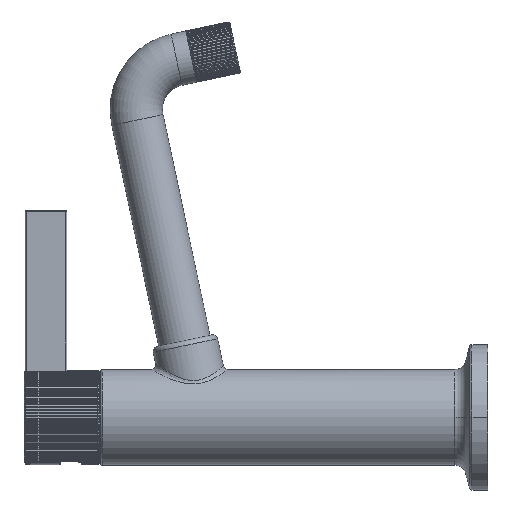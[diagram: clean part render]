
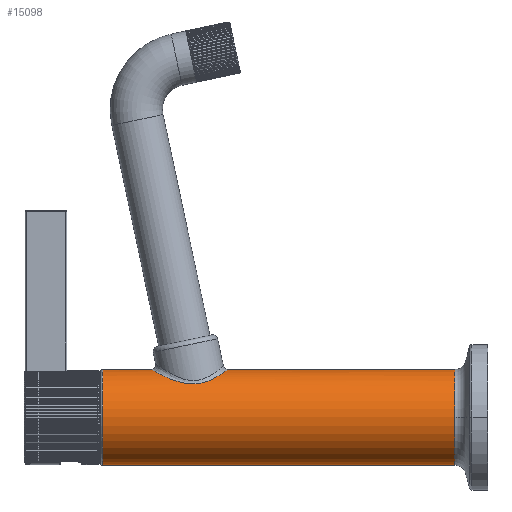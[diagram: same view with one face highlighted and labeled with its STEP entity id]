
A CAD part, left-side view. The second image highlights one B-rep face of the part: STEP entity #15098.
In plain terms, the highlighted cylindrical face has radius 20.32 mm (diameter 40.64 mm), a partial arc.
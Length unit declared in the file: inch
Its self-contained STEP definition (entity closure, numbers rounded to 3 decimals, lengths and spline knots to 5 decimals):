
#75=CARTESIAN_POINT('',(0.,0.55,0.));
#76=DIRECTION('',(0.,1.,0.));
#77=DIRECTION('',(0.,0.,-1.));
#78=AXIS2_PLACEMENT_3D('',#75,#76,#77);
#141=CARTESIAN_POINT('',(0.,0.55,0.));
#142=DIRECTION('',(0.,1.,0.));
#143=DIRECTION('',(-1.,0.,0.));
#144=AXIS2_PLACEMENT_3D('',#141,#142,#143);
#146=DIRECTION('',(0.,-1.,0.));
#147=VECTOR('',#146,5.893);
#148=CARTESIAN_POINT('',(0.,6.443,-0.8));
#149=LINE('',#148,#147);
#150=CARTESIAN_POINT('',(0.,6.443,0.));
#151=DIRECTION('',(0.,-1.,0.));
#152=DIRECTION('',(0.,0.,1.));
#153=AXIS2_PLACEMENT_3D('',#150,#151,#152);
#155=DIRECTION('',(0.,-1.,0.));
#156=VECTOR('',#155,0.80892);
#157=CARTESIAN_POINT('',(0.,6.443,0.8));
#158=LINE('',#157,#156);
#159=CARTESIAN_POINT('',(0.,5.63408,0.8));
#160=CARTESIAN_POINT('',(-0.01293,5.63408,
0.8));
#161=CARTESIAN_POINT('',(-0.03903,5.63294,
0.79937));
#162=CARTESIAN_POINT('',(-0.07877,5.62767,
0.79645));
#163=CARTESIAN_POINT('',(-0.11911,5.61857,
0.79144));
#164=CARTESIAN_POINT('',(-0.15998,5.60537,
0.78421));
#165=CARTESIAN_POINT('',(-0.2012,5.58779,
0.77468));
#166=CARTESIAN_POINT('',(-0.24293,5.56531,
0.76265));
#167=CARTESIAN_POINT('',(-0.28511,5.53732,
0.74793));
#168=CARTESIAN_POINT('',(-0.32734,5.5033,
0.73045));
#169=CARTESIAN_POINT('',(-0.36914,5.46271,
0.71025));
#170=CARTESIAN_POINT('',(-0.40967,5.41531,
0.68766));
#171=CARTESIAN_POINT('',(-0.44779,5.3614,
0.66342));
#172=CARTESIAN_POINT('',(-0.48202,5.30226,
0.6389));
#173=CARTESIAN_POINT('',(-0.51098,5.24023,
0.61586));
#174=CARTESIAN_POINT('',(-0.53387,5.17818,
0.59601));
#175=CARTESIAN_POINT('',(-0.55078,5.11831,
0.58031));
#176=CARTESIAN_POINT('',(-0.56241,5.0616,
0.56899));
#177=CARTESIAN_POINT('',(-0.56956,5.00815,
0.5618));
#178=CARTESIAN_POINT('',(-0.57287,4.95746,
0.5584));
#179=CARTESIAN_POINT('',(-0.57285,4.90895,
0.55843));
#180=CARTESIAN_POINT('',(-0.56961,4.86188,
0.56175));
#181=CARTESIAN_POINT('',(-0.56323,4.81563,
0.56816));
#182=CARTESIAN_POINT('',(-0.5534,4.76967,
0.57778));
#183=CARTESIAN_POINT('',(-0.5398,4.72367,
0.59056));
#184=CARTESIAN_POINT('',(-0.52188,4.67755,
0.60653));
#185=CARTESIAN_POINT('',(-0.49927,4.63187,
0.62536));
#186=CARTESIAN_POINT('',(-0.47173,4.58724,
0.64647));
#187=CARTESIAN_POINT('',(-0.43946,4.54487,
0.66891));
#188=CARTESIAN_POINT('',(-0.40309,4.50576,
0.6915));
#189=CARTESIAN_POINT('',(-0.36334,4.47065,
0.71323));
#190=CARTESIAN_POINT('',(-0.32117,4.44004,
0.7332));
#191=CARTESIAN_POINT('',(-0.27723,4.41398,
0.75093));
#192=CARTESIAN_POINT('',(-0.23214,4.39239,
0.76607));
#193=CARTESIAN_POINT('',(-0.18629,4.3751,
0.77849));
#194=CARTESIAN_POINT('',(-0.13998,4.36191,
0.78813));
#195=CARTESIAN_POINT('',(-0.09335,4.35263,
0.795));
#196=CARTESIAN_POINT('',(-0.04659,4.34713,
0.7991));
#197=CARTESIAN_POINT('',(-0.0155,4.34593,
0.8));
#198=CARTESIAN_POINT('',(0.,4.34593,0.8));
#200=DIRECTION('',(0.,-1.,0.));
#201=VECTOR('',#200,3.79593);
#202=CARTESIAN_POINT('',(0.,4.34593,0.8));
#203=LINE('',#202,#201);
#12612=CARTESIAN_POINT('',(0.,6.443,0.8));
#12613=CARTESIAN_POINT('',(0.,6.443,-0.8));
#12614=VERTEX_POINT('',#12612);
#12615=VERTEX_POINT('',#12613);
#12620=VERTEX_POINT('',#159);
#12621=VERTEX_POINT('',#198);
#12636=CARTESIAN_POINT('',(0.,0.55,0.8));
#12638=VERTEX_POINT('',#12636);
#12640=CARTESIAN_POINT('',(0.,0.55,-0.8));
#12641=VERTEX_POINT('',#12640);
#12642=CARTESIAN_POINT('',(-0.8,0.55,0.));
#12643=VERTEX_POINT('',#12642);
#15082=CARTESIAN_POINT('',(0.,0.242,0.));
#15083=DIRECTION('',(0.,1.,0.));
#15084=DIRECTION('',(0.,0.,-1.));
#15085=AXIS2_PLACEMENT_3D('',#15082,#15083,#15084);
#15086=CYLINDRICAL_SURFACE('',#15085,0.8);
#15087=ORIENTED_EDGE('',*,*,#15037,.F.);
#15088=ORIENTED_EDGE('',*,*,#15062,.F.);
#15090=ORIENTED_EDGE('',*,*,#15089,.F.);
#15091=ORIENTED_EDGE('',*,*,#15058,.T.);
#15093=ORIENTED_EDGE('',*,*,#15092,.T.);
#15094=ORIENTED_EDGE('',*,*,#15054,.T.);
#15095=ORIENTED_EDGE('',*,*,#15077,.F.);
#15096=EDGE_LOOP('',(#15087,#15088,#15090,#15091,#15093,#15094,#15095));
#15097=FACE_OUTER_BOUND('',#15096,.F.);
#15098=ADVANCED_FACE('',(#15097),#15086,.T.);
#79=CIRCLE('',#78,0.8);
#145=CIRCLE('',#144,0.8);
#154=CIRCLE('',#153,0.8);
#199=B_SPLINE_CURVE_WITH_KNOTS('',3,(#159,#160,#161,#162,#163,#164,#165,#166,
#167,#168,#169,#170,#171,#172,#173,#174,#175,#176,#177,#178,#179,#180,#181,#182,
#183,#184,#185,#186,#187,#188,#189,#190,#191,#192,#193,#194,#195,#196,#197,
#198),.UNSPECIFIED.,.F.,.F.,(4,1,1,1,1,1,1,1,1,1,1,1,1,1,1,1,1,1,1,1,1,1,1,1,1,
1,1,1,1,1,1,1,1,1,1,1,1,4),(0.,0.02703,0.05405,
0.08108,0.10811,0.13514,0.16216,
0.18919,0.21622,0.24324,0.27027,
0.2973,0.32432,0.35135,0.37838,
0.40541,0.43243,0.45946,0.48649,
0.51351,0.54054,0.56757,0.59459,
0.62162,0.64865,0.67568,0.7027,
0.72973,0.75676,0.78378,0.81081,
0.83784,0.86486,0.89189,0.91892,
0.94595,0.97297,1.),.UNSPECIFIED.);
#15037=EDGE_CURVE('',#12641,#12643,#79,.T.);
#15054=EDGE_CURVE('',#12621,#12638,#203,.T.);
#15058=EDGE_CURVE('',#12614,#12620,#158,.T.);
#15062=EDGE_CURVE('',#12615,#12641,#149,.T.);
#15077=EDGE_CURVE('',#12643,#12638,#145,.T.);
#15089=EDGE_CURVE('',#12614,#12615,#154,.T.);
#15092=EDGE_CURVE('',#12620,#12621,#199,.T.);
